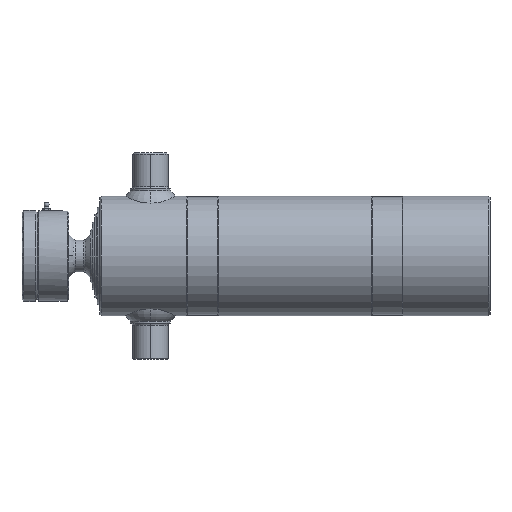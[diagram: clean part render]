
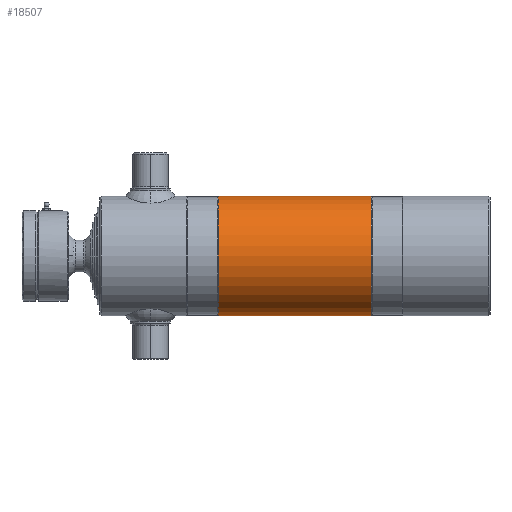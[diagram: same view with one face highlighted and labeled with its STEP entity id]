
A CAD part, left-side view. The second image highlights one B-rep face of the part: STEP entity #18507.
In plain terms, the highlighted cylindrical face has radius 75.75 mm (diameter 151.5 mm), a partial arc.
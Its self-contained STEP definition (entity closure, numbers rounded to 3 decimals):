
#47 = CARTESIAN_POINT ( 'NONE',  ( 0., 343., 0. ) ) ;
#527 = CIRCLE ( 'NONE', #3926, 75.75 ) ;
#1658 = CARTESIAN_POINT ( 'NONE',  ( 0., 150., -75.75 ) ) ;
#2238 = CARTESIAN_POINT ( 'NONE',  ( 0., 522.61, -75.75 ) ) ;
#2259 = DIRECTION ( 'NONE',  ( 0., 0., 1. ) ) ;
#3926 = AXIS2_PLACEMENT_3D ( 'NONE', #47, #15252, #2259 ) ;
#4424 = DIRECTION ( 'NONE',  ( 0., 1., 0. ) ) ;
#4500 = CARTESIAN_POINT ( 'NONE',  ( 0., 150., 75.75 ) ) ;
#5024 = ORIENTED_EDGE ( 'NONE', *, *, #25532, .T. ) ;
#5446 = VERTEX_POINT ( 'NONE', #10895 ) ;
#5978 = CARTESIAN_POINT ( 'NONE',  ( 0., 522.61, 0. ) ) ;
#6347 = CIRCLE ( 'NONE', #15717, 75.75 ) ;
#6678 = DIRECTION ( 'NONE',  ( 0., 1., 0. ) ) ;
#7076 = ORIENTED_EDGE ( 'NONE', *, *, #22138, .T. ) ;
#7148 = ORIENTED_EDGE ( 'NONE', *, *, #20511, .F. ) ;
#8915 = CYLINDRICAL_SURFACE ( 'NONE', #19020, 75.75 ) ;
#8958 = DIRECTION ( 'NONE',  ( 0., 1., 0. ) ) ;
#10895 = CARTESIAN_POINT ( 'NONE',  ( 0., 343., 75.75 ) ) ;
#15248 = VERTEX_POINT ( 'NONE', #27461 ) ;
#15252 = DIRECTION ( 'NONE',  ( 0., 1., 0. ) ) ;
#15717 = AXIS2_PLACEMENT_3D ( 'NONE', #21884, #8958, #24054 ) ;
#16023 = LINE ( 'NONE', #2238, #21056 ) ;
#16624 = LINE ( 'NONE', #21766, #23009 ) ;
#18507 = ADVANCED_FACE ( 'NONE', ( #20408 ), #8915, .T. ) ;
#18845 = DIRECTION ( 'NONE',  ( 0., 1., 0. ) ) ;
#19020 = AXIS2_PLACEMENT_3D ( 'NONE', #5978, #18845, #21078 ) ;
#19121 = ORIENTED_EDGE ( 'NONE', *, *, #26121, .F. ) ;
#20408 = FACE_OUTER_BOUND ( 'NONE', #21526, .T. ) ;
#20511 = EDGE_CURVE ( 'NONE', #26675, #15248, #16023, .T. ) ;
#21056 = VECTOR ( 'NONE', #4424, 1000. ) ;
#21078 = DIRECTION ( 'NONE',  ( 0., 0., 1. ) ) ;
#21526 = EDGE_LOOP ( 'NONE', ( #7148, #5024, #7076, #19121 ) ) ;
#21766 = CARTESIAN_POINT ( 'NONE',  ( 0., 522.61, 75.75 ) ) ;
#21884 = CARTESIAN_POINT ( 'NONE',  ( 0., 150., 0. ) ) ;
#22138 = EDGE_CURVE ( 'NONE', #25527, #5446, #16624, .T. ) ;
#23009 = VECTOR ( 'NONE', #6678, 1000. ) ;
#24054 = DIRECTION ( 'NONE',  ( 0., 0., 1. ) ) ;
#25527 = VERTEX_POINT ( 'NONE', #4500 ) ;
#25532 = EDGE_CURVE ( 'NONE', #26675, #25527, #6347, .T. ) ;
#26121 = EDGE_CURVE ( 'NONE', #15248, #5446, #527, .T. ) ;
#26675 = VERTEX_POINT ( 'NONE', #1658 ) ;
#27461 = CARTESIAN_POINT ( 'NONE',  ( 0., 343., -75.75 ) ) ;
